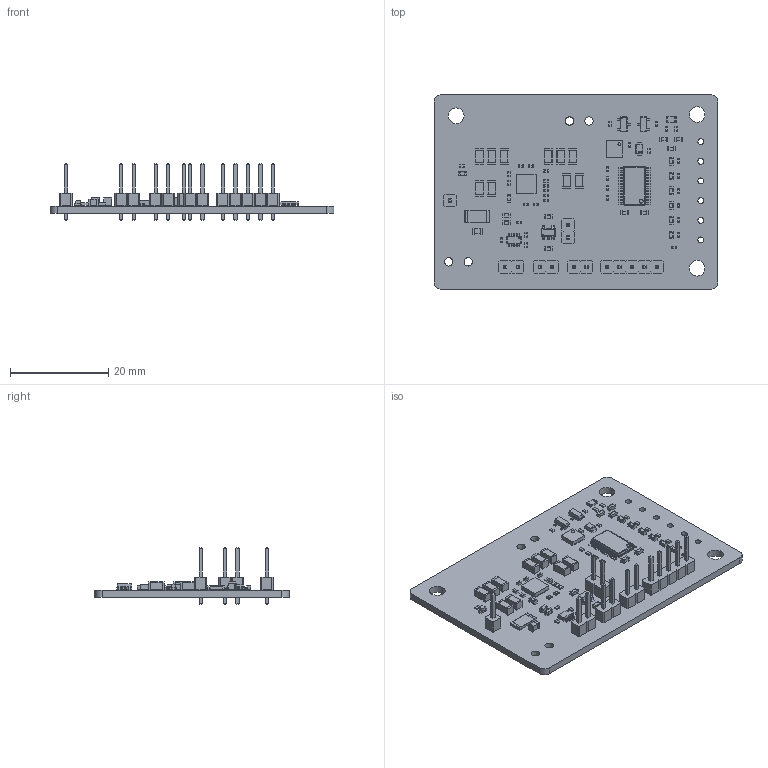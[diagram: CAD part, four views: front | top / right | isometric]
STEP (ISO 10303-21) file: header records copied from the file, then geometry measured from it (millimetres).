
FILE_DESCRIPTION(('KiCad electronic assembly'),'2;1');
FILE_NAME('solar_smart_station.step','2026-01-08T23:14:37',('Pcbnew'),( 'Kicad'),'Open CASCADE STEP processor 7.8','KiCad to STEP converter' ,'Unknown');
FILE_SCHEMA(('AUTOMOTIVE_DESIGN { 1 0 10303 214 1 1 1 1 }'));
Length unit declared in the file: millimetre
Products named in the file (54): solar_smart_station 1; R_0402_1005Metric; C_1206_3216Metric; C_0603_1608Metric; SOT-23; C_0805_2012Metric; C_0402_1005Metric; PinHeader_1x02_P2.54mm_Vertical; TSOT-23-8; R_2010_5025Metric; PinHeader_1x05_P2.54mm_Vertical; SOT-23-5; DIO_RB02_ROM; R_0805_2012Metric; PinHeader_1x01_P2.54mm_Vertical; PW0024A; BODY-TSSOP; LEAD-TSSOP; PIN1; RQM0029A; FRAME; SOLID; MOLD; LED_0603_1608Metric; VSON-8_3.3x3.3mm_P0.65mm_NexFET; kibot_lw3d_go7_PCB
Assembly tree (136 placements, depth 4):
  solar_smart_station 1
    R_0402_1005Metric  x28
    C_1206_3216Metric  x10
    C_0603_1608Metric  x16
    SOT-23  x2
    C_0805_2012Metric
    C_0402_1005Metric  x6
    PinHeader_1x02_P2.54mm_Vertical  x4
    TSOT-23-8
    R_2010_5025Metric
    PinHeader_1x05_P2.54mm_Vertical
    SOT-23-5
    DIO_RB02_ROM
    R_0805_2012Metric
    PinHeader_1x01_P2.54mm_Vertical
    PW0024A
      BODY-TSSOP
      LEAD-TSSOP  x24
      PIN1
    RQM0029A
      FRAME
        SOLID
        SOLID
        SOLID
        SOLID
        SOLID
        SOLID
        SOLID
        SOLID
        SOLID
        SOLID
        SOLID
        SOLID
        SOLID
        SOLID
        SOLID
        SOLID
        SOLID
        SOLID
        SOLID
        SOLID
        SOLID
        SOLID
        SOLID
        SOLID
        SOLID
        SOLID
        SOLID
        SOLID
        SOLID
      MOLD
    LED_0603_1608Metric
    VSON-8_3.3x3.3mm_P0.65mm_NexFET
    kibot_lw3d_go7_PCB
Bounding box: 57.75 x 39.5 x 11.54 mm (x, y, z)
Volume: 3763.8 mm3; surface area: 6459 mm2
Topology: 135 solids, 135 shells, 3767 faces, 9801 edges, 6406 vertices
Faces by surface type: plane 2825, cylinder 870, bspline 64, sphere 8
Full cylindrical faces by diameter (mm): 0.6 x1, 1 x14, 1.2 x6, 1.7 x4, 3.2 x3
Entity records: 60729 total; most frequent: CARTESIAN_POINT 9619, ORIENTED_EDGE 9020, DIRECTION 8395, EDGE_CURVE 4510, LINE 4023, VECTOR 4023, VERTEX_POINT 2939, AXIS2_PLACEMENT_3D 2186
